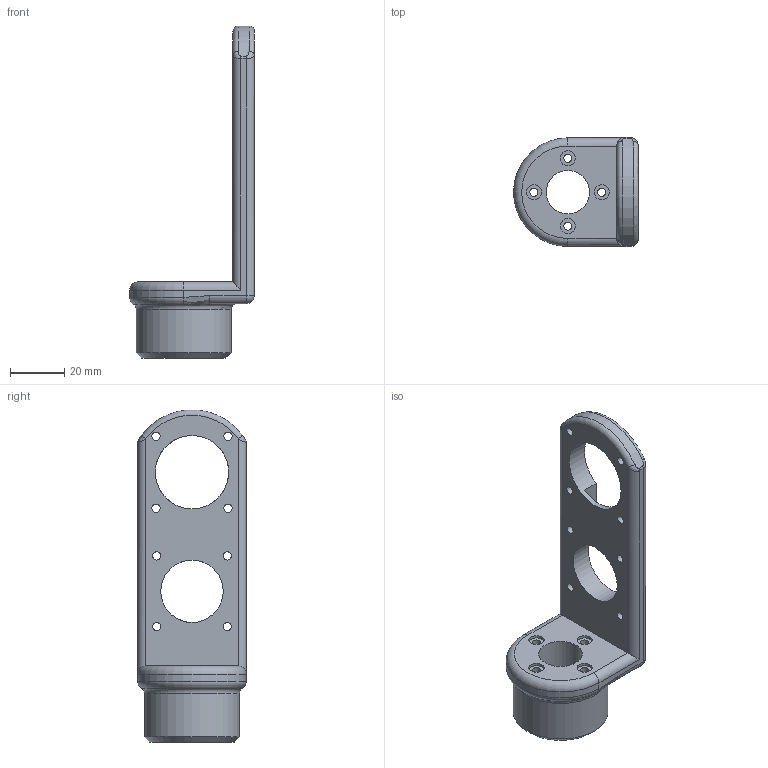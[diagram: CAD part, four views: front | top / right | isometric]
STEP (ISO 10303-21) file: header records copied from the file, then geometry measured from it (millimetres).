
FILE_DESCRIPTION(/* description */ (''),/* implementation_level */ '2;1');
FILE_NAME(/* name */ '',/* time_stamp */ '2023-09-30T18:17:40+08:00',/* author */ (''),/* organization */ (''),/* preprocessor_version */ 'ST-DEVELOPER v20',/* originating_system */ 'Autodesk Translation Framework v12.14.0.127',/* authorisation */ '');
FILE_SCHEMA (('AUTOMOTIVE_DESIGN { 1 0 10303 214 3 1 1 }'));
Length unit declared in the file: millimetre
Products named in the file (1): Fusion 零部件
Bounding box: 46 x 40 x 122.23 mm (x, y, z)
Volume: 43399.4 mm3; surface area: 16462.6 mm2
Topology: 1 solids, 1 shells, 97 faces, 236 edges, 150 vertices
Faces by surface type: plane 46, cylinder 37, bspline 6, torus 5, sphere 2, cone 1
Full cylindrical faces by diameter (mm): 3 x12, 5.6 x8, 16 x1, 23 x1, 27 x1, 35 x1
Entity records: 3163 total; most frequent: CARTESIAN_POINT 763, DIRECTION 488, ORIENTED_EDGE 472, EDGE_CURVE 236, AXIS2_PLACEMENT_3D 180, VERTEX_POINT 150, EDGE_LOOP 136, LINE 128
